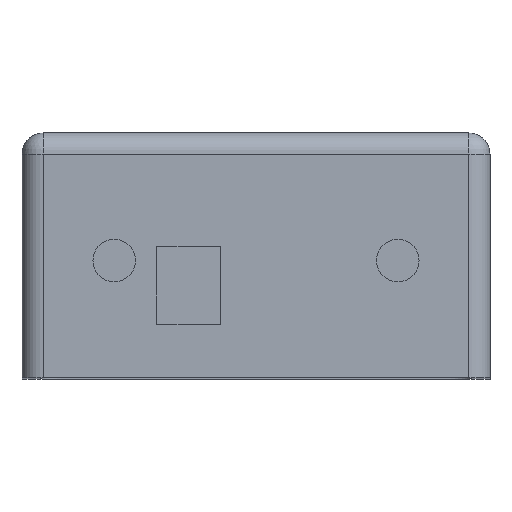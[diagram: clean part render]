
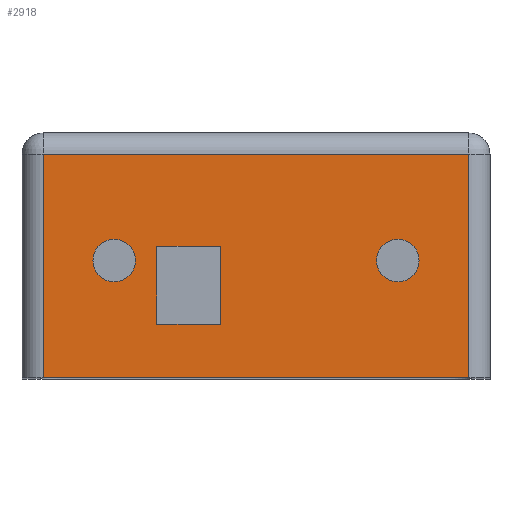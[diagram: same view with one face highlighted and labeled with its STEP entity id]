
A CAD part, top view. The second image highlights one B-rep face of the part: STEP entity #2918.
In plain terms, the highlighted planar face has unit normal (0, 0, 1).
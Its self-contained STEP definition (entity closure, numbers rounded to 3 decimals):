
#1453 = VERTEX_POINT('',#1454);
#1454 = CARTESIAN_POINT('',(-42.892,27.,58.5));
#1461 = EDGE_CURVE('',#1462,#1453,#1464,.T.);
#1462 = VERTEX_POINT('',#1463);
#1463 = CARTESIAN_POINT('',(17.108,27.,58.5));
#1464 = LINE('',#1465,#1466);
#1465 = CARTESIAN_POINT('',(-45.892,27.,58.5));
#1466 = VECTOR('',#1467,1.);
#1467 = DIRECTION('',(-1.,0.,0.));
#2918 = ADVANCED_FACE('',(#2919,#2944,#2978,#2989),#3000,.T.);
#2919 = FACE_BOUND('',#2920,.T.);
#2920 = EDGE_LOOP('',(#2921,#2931,#2937,#2938));
#2921 = ORIENTED_EDGE('',*,*,#2922,.T.);
#2922 = EDGE_CURVE('',#2923,#2925,#2927,.T.);
#2923 = VERTEX_POINT('',#2924);
#2924 = CARTESIAN_POINT('',(-42.892,-4.5,58.5));
#2925 = VERTEX_POINT('',#2926);
#2926 = CARTESIAN_POINT('',(17.108,-4.5,58.5));
#2927 = LINE('',#2928,#2929);
#2928 = CARTESIAN_POINT('',(-45.892,-4.5,58.5));
#2929 = VECTOR('',#2930,1.);
#2930 = DIRECTION('',(1.,0.,0.));
#2931 = ORIENTED_EDGE('',*,*,#2932,.T.);
#2932 = EDGE_CURVE('',#2925,#1462,#2933,.T.);
#2933 = LINE('',#2934,#2935);
#2934 = CARTESIAN_POINT('',(17.108,-4.5,58.5));
#2935 = VECTOR('',#2936,1.);
#2936 = DIRECTION('',(0.,1.,0.));
#2937 = ORIENTED_EDGE('',*,*,#1461,.T.);
#2938 = ORIENTED_EDGE('',*,*,#2939,.T.);
#2939 = EDGE_CURVE('',#1453,#2923,#2940,.T.);
#2940 = LINE('',#2941,#2942);
#2941 = CARTESIAN_POINT('',(-42.892,-4.5,58.5));
#2942 = VECTOR('',#2943,1.);
#2943 = DIRECTION('',(0.,-1.,0.));
#2944 = FACE_BOUND('',#2945,.T.);
#2945 = EDGE_LOOP('',(#2946,#2956,#2964,#2972));
#2946 = ORIENTED_EDGE('',*,*,#2947,.F.);
#2947 = EDGE_CURVE('',#2948,#2950,#2952,.T.);
#2948 = VERTEX_POINT('',#2949);
#2949 = CARTESIAN_POINT('',(-26.892,14.,58.5));
#2950 = VERTEX_POINT('',#2951);
#2951 = CARTESIAN_POINT('',(-26.892,3.,58.5));
#2952 = LINE('',#2953,#2954);
#2953 = CARTESIAN_POINT('',(-26.892,14.,58.5));
#2954 = VECTOR('',#2955,1.);
#2955 = DIRECTION('',(0.,-1.,0.));
#2956 = ORIENTED_EDGE('',*,*,#2957,.F.);
#2957 = EDGE_CURVE('',#2958,#2948,#2960,.T.);
#2958 = VERTEX_POINT('',#2959);
#2959 = CARTESIAN_POINT('',(-17.892,14.,58.5));
#2960 = LINE('',#2961,#2962);
#2961 = CARTESIAN_POINT('',(-17.892,14.,58.5));
#2962 = VECTOR('',#2963,1.);
#2963 = DIRECTION('',(-1.,0.,0.));
#2964 = ORIENTED_EDGE('',*,*,#2965,.F.);
#2965 = EDGE_CURVE('',#2966,#2958,#2968,.T.);
#2966 = VERTEX_POINT('',#2967);
#2967 = CARTESIAN_POINT('',(-17.892,3.,58.5));
#2968 = LINE('',#2969,#2970);
#2969 = CARTESIAN_POINT('',(-17.892,3.,58.5));
#2970 = VECTOR('',#2971,1.);
#2971 = DIRECTION('',(0.,1.,0.));
#2972 = ORIENTED_EDGE('',*,*,#2973,.F.);
#2973 = EDGE_CURVE('',#2950,#2966,#2974,.T.);
#2974 = LINE('',#2975,#2976);
#2975 = CARTESIAN_POINT('',(-26.892,3.,58.5));
#2976 = VECTOR('',#2977,1.);
#2977 = DIRECTION('',(1.,0.,0.));
#2978 = FACE_BOUND('',#2979,.T.);
#2979 = EDGE_LOOP('',(#2980));
#2980 = ORIENTED_EDGE('',*,*,#2981,.F.);
#2981 = EDGE_CURVE('',#2982,#2982,#2984,.T.);
#2982 = VERTEX_POINT('',#2983);
#2983 = CARTESIAN_POINT('',(-29.892,12.,58.5));
#2984 = CIRCLE('',#2985,3.);
#2985 = AXIS2_PLACEMENT_3D('',#2986,#2987,#2988);
#2986 = CARTESIAN_POINT('',(-32.892,12.,58.5));
#2987 = DIRECTION('',(0.,0.,1.));
#2988 = DIRECTION('',(1.,0.,0.));
#2989 = FACE_BOUND('',#2990,.T.);
#2990 = EDGE_LOOP('',(#2991));
#2991 = ORIENTED_EDGE('',*,*,#2992,.F.);
#2992 = EDGE_CURVE('',#2993,#2993,#2995,.T.);
#2993 = VERTEX_POINT('',#2994);
#2994 = CARTESIAN_POINT('',(10.108,12.,58.5));
#2995 = CIRCLE('',#2996,3.);
#2996 = AXIS2_PLACEMENT_3D('',#2997,#2998,#2999);
#2997 = CARTESIAN_POINT('',(7.108,12.,58.5));
#2998 = DIRECTION('',(0.,0.,1.));
#2999 = DIRECTION('',(1.,0.,0.));
#3000 = PLANE('',#3001);
#3001 = AXIS2_PLACEMENT_3D('',#3002,#3003,#3004);
#3002 = CARTESIAN_POINT('',(-45.892,-4.5,58.5));
#3003 = DIRECTION('',(0.,0.,1.));
#3004 = DIRECTION('',(1.,0.,0.));
